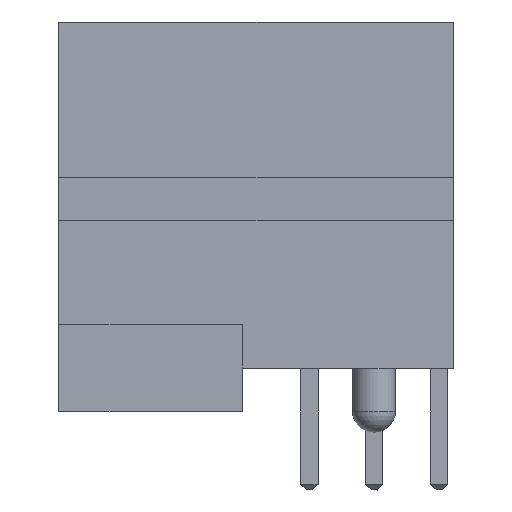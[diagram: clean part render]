
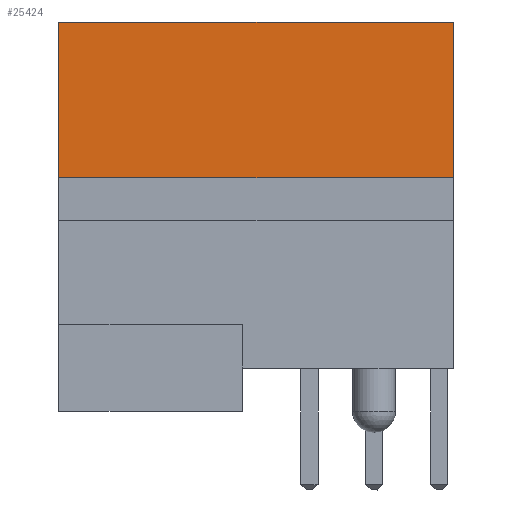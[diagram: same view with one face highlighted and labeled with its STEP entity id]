
A CAD part, left-side view. The second image highlights one B-rep face of the part: STEP entity #25424.
In plain terms, the highlighted planar face has unit normal (-1, 0, 0).
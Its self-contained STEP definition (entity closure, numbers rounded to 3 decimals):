
#1319=ORIENTED_EDGE('',*,*,#9063,.F.);
#1320=ORIENTED_EDGE('',*,*,#9000,.F.);
#1321=ORIENTED_EDGE('',*,*,#9064,.T.);
#1322=ORIENTED_EDGE('',*,*,#9052,.T.);
#9000=EDGE_CURVE('',#12872,#12873,#15384,.T.);
#9052=EDGE_CURVE('',#12925,#12924,#15436,.T.);
#9063=EDGE_CURVE('',#12873,#12924,#15447,.T.);
#9064=EDGE_CURVE('',#12872,#12925,#15448,.T.);
#12872=VERTEX_POINT('',#36656);
#12873=VERTEX_POINT('',#36658);
#12924=VERTEX_POINT('',#36769);
#12925=VERTEX_POINT('',#36771);
#15384=LINE('',#36657,#18500);
#15436=LINE('',#36770,#18552);
#15447=LINE('',#36792,#18563);
#15448=LINE('',#36793,#18564);
#18500=VECTOR('',#29121,1000.);
#18552=VECTOR('',#29191,1000.);
#18563=VECTOR('',#29204,1000.);
#18564=VECTOR('',#29205,1000.);
#21506=EDGE_LOOP('',(#1319,#1320,#1321,#1322));
#22940=FACE_BOUND('',#21506,.T.);
#24373=PLANE('',#26841);
#25424=ADVANCED_FACE('',(#22940),#24373,.F.);
#26841=AXIS2_PLACEMENT_3D('',#36791,#29202,#29203);
#29121=DIRECTION('',(0.,-1.,0.));
#29191=DIRECTION('',(0.,-1.,0.));
#29202=DIRECTION('',(1.,0.,0.));
#29203=DIRECTION('',(0.,1.,0.));
#29204=DIRECTION('',(0.,0.,-1.));
#29205=DIRECTION('',(0.,0.,-1.));
#36656=CARTESIAN_POINT('',(-20.37,4.5,9.12));
#36657=CARTESIAN_POINT('',(-20.37,4.5,9.12));
#36658=CARTESIAN_POINT('',(-20.37,0.904,9.12));
#36769=CARTESIAN_POINT('',(-20.37,0.904,0.));
#36770=CARTESIAN_POINT('',(-20.37,4.5,0.));
#36771=CARTESIAN_POINT('',(-20.37,4.5,0.));
#36791=CARTESIAN_POINT('',(-20.37,4.5,9.12));
#36792=CARTESIAN_POINT('',(-20.37,0.904,9.12));
#36793=CARTESIAN_POINT('',(-20.37,4.5,9.12));
